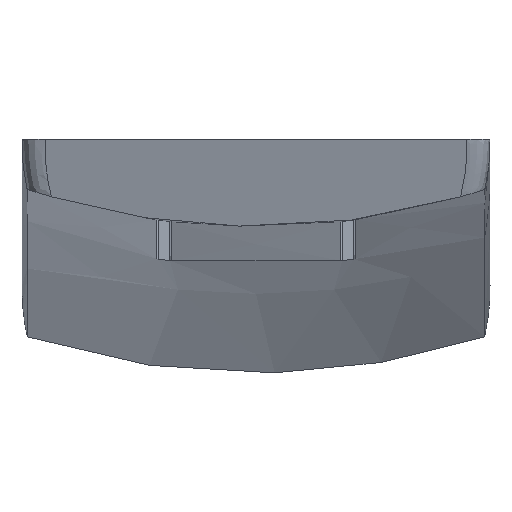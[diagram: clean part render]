
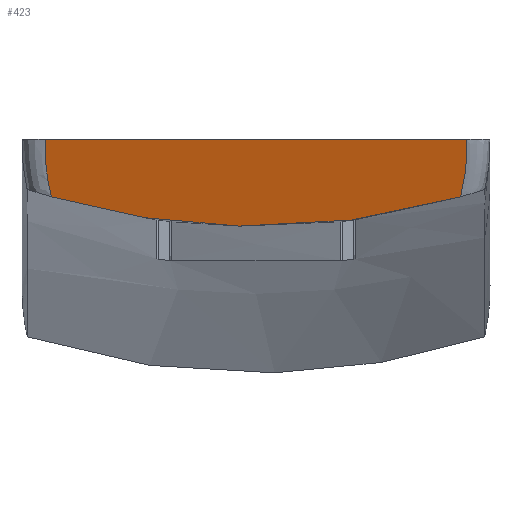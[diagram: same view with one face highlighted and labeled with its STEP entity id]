
A CAD part, top view. The second image highlights one B-rep face of the part: STEP entity #423.
In plain terms, the highlighted free-form (B-spline) face has degree [1, 1] with [2, 2] control points.
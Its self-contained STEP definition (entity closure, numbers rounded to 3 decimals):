
#92=ORIENTED_EDGE('trim curve',*,*,#237,.F.);
#93=ORIENTED_EDGE('trim curve',*,*,#245,.T.);
#94=ORIENTED_EDGE('trim curve',*,*,#255,.F.);
#95=ORIENTED_EDGE('trim curve',*,*,#238,.T.);
#188=VERTEX_POINT('Trimming Point',#977);
#191=VERTEX_POINT('Trimming Point',#1012);
#192=VERTEX_POINT('Trimming Point',#1035);
#197=VERTEX_POINT('Trimming Point',#1151);
#237=EDGE_CURVE('Edge Curve',#191,#188,#303,.T.);
#238=EDGE_CURVE('Edge Curve',#192,#188,#304,.T.);
#245=EDGE_CURVE('Edge Curve',#191,#197,#311,.T.);
#255=EDGE_CURVE('Edge Curve',#192,#197,#321,.T.);
#303=(
BOUNDED_CURVE()
B_SPLINE_CURVE(6,(#1013,#1014,#1015,#1016,#1017,#1018,#1019,#1020,#1021,
#1022,#1023,#1024),.UNSPECIFIED.,.U.,.U.)
B_SPLINE_CURVE_WITH_KNOTS((7,1,1,1,1,1,7),(0.,0.275,0.379,
0.521,0.629,0.818,1.),.UNSPECIFIED.)
CURVE()
GEOMETRIC_REPRESENTATION_ITEM()
RATIONAL_B_SPLINE_CURVE((1.,1.,1.,1.,1.,1.,1.,1.,1.,1.,1.,1.))
REPRESENTATION_ITEM('node')
);
#304=(
BOUNDED_CURVE()
B_SPLINE_CURVE(1,(#1035,#1036),.UNSPECIFIED.,.U.,.U.)
B_SPLINE_CURVE_WITH_KNOTS((2,2),(0.,0.109),.UNSPECIFIED.)
CURVE()
GEOMETRIC_REPRESENTATION_ITEM()
RATIONAL_B_SPLINE_CURVE((0.959,0.959))
REPRESENTATION_ITEM('node')
);
#311=(
BOUNDED_CURVE()
B_SPLINE_CURVE(3,(#1194,#1195,#1196,#1197,#1198,#1199,#1200,#1201,#1202,
#1203,#1204,#1205,#1206),.UNSPECIFIED.,.U.,.U.)
B_SPLINE_CURVE_WITH_KNOTS((4,3,3,3,4),(0.,0.027,0.054,
0.081,0.108),.UNSPECIFIED.)
CURVE()
GEOMETRIC_REPRESENTATION_ITEM()
RATIONAL_B_SPLINE_CURVE((1.,0.998,0.998,1.,0.998,
0.998,1.,0.998,0.998,1.,0.998,
0.998,1.))
REPRESENTATION_ITEM('node')
);
#321=(
BOUNDED_CURVE()
B_SPLINE_CURVE(3,(#1292,#1293,#1294,#1295,#1296,#1297,#1298,#1299,#1300,
#1301,#1302,#1303),.UNSPECIFIED.,.U.,.U.)
B_SPLINE_CURVE_WITH_KNOTS((4,2,3,3,4),(0.,0.002,0.004,
0.008,0.016),.UNSPECIFIED.)
CURVE()
GEOMETRIC_REPRESENTATION_ITEM()
RATIONAL_B_SPLINE_CURVE((1.,1.,1.,1.,1.,1.,0.999,0.999,
1.,0.998,0.998,1.))
REPRESENTATION_ITEM('node')
);
#345=EDGE_LOOP('trim boundary',(#92,#93,#94,#95));
#371=FACE_OUTER_BOUND('Boundary Edges',#345,.T.);
#397=(
BOUNDED_SURFACE()
B_SPLINE_SURFACE(1,1,((#1288,#1289),(#1290,#1291)),.UNSPECIFIED.,.U.,.U.,
 .U.)
B_SPLINE_SURFACE_WITH_KNOTS((2,2),(2,2),(11.07,122.578),
(4.03,51.988),.UNSPECIFIED.)
GEOMETRIC_REPRESENTATION_ITEM()
RATIONAL_B_SPLINE_SURFACE(((1.,1.),(1.,1.)))
REPRESENTATION_ITEM('trim region')
SURFACE()
);
#423=ADVANCED_FACE('trim region',(#371),#397,.T.);
#977=CARTESIAN_POINT('CVs',(54.464,45.831,91.583));
#1012=CARTESIAN_POINT('CVs',(52.911,30.923,87.448));
#1013=CARTESIAN_POINT('CVs',(52.911,30.923,87.448));
#1014=CARTESIAN_POINT('CVs',(53.081,31.593,87.634));
#1015=CARTESIAN_POINT('CVs',(53.305,32.518,87.891));
#1016=CARTESIAN_POINT('CVs',(53.56,33.798,88.246));
#1017=CARTESIAN_POINT('CVs',(53.87,35.347,88.675));
#1018=CARTESIAN_POINT('CVs',(54.134,37.381,89.24));
#1019=CARTESIAN_POINT('CVs',(54.404,39.873,89.931));
#1020=CARTESIAN_POINT('CVs',(54.47,41.69,90.435));
#1021=CARTESIAN_POINT('CVs',(54.525,43.244,90.866));
#1022=CARTESIAN_POINT('CVs',(54.497,44.447,91.199));
#1023=CARTESIAN_POINT('CVs',(54.474,45.375,91.457));
#1024=CARTESIAN_POINT('CVs',(54.464,45.831,91.583));
#1035=CARTESIAN_POINT('CVs',(-54.464,45.831,91.583));
#1036=CARTESIAN_POINT('CVs',(54.464,45.831,91.583));
#1151=CARTESIAN_POINT('CVs',(-52.911,30.923,87.448));
#1194=CARTESIAN_POINT('CVs',(52.911,30.923,87.448));
#1195=CARTESIAN_POINT('CVs',(44.323,28.401,86.749));
#1196=CARTESIAN_POINT('CVs',(35.578,26.499,86.221));
#1197=CARTESIAN_POINT('CVs',(26.723,25.225,85.868));
#1198=CARTESIAN_POINT('CVs',(17.867,23.951,85.514));
#1199=CARTESIAN_POINT('CVs',(8.945,23.313,85.337));
#1200=CARTESIAN_POINT('CVs',(0.,23.313,85.337));
#1201=CARTESIAN_POINT('CVs',(-8.945,23.313,85.337));
#1202=CARTESIAN_POINT('CVs',(-17.867,23.951,85.514));
#1203=CARTESIAN_POINT('CVs',(-26.723,25.225,85.868));
#1204=CARTESIAN_POINT('CVs',(-35.578,26.499,86.221));
#1205=CARTESIAN_POINT('CVs',(-44.323,28.401,86.749));
#1206=CARTESIAN_POINT('CVs',(-52.911,30.923,87.448));
#1288=CARTESIAN_POINT('CVs',(-59.679,45.228,91.416));
#1289=CARTESIAN_POINT('CVs',(-45.692,1.024,79.154));
#1290=CARTESIAN_POINT('CVs',(46.981,76.565,100.109));
#1291=CARTESIAN_POINT('CVs',(60.968,32.361,87.847));
#1292=CARTESIAN_POINT('CVs',(-54.464,45.831,91.583));
#1293=CARTESIAN_POINT('CVs',(-54.478,45.205,91.41));
#1294=CARTESIAN_POINT('CVs',(-54.495,44.579,91.236));
#1295=CARTESIAN_POINT('CVs',(-54.503,43.327,90.889));
#1296=CARTESIAN_POINT('CVs',(-54.495,42.701,90.715));
#1297=CARTESIAN_POINT('CVs',(-54.476,42.075,90.542));
#1298=CARTESIAN_POINT('CVs',(-54.438,40.823,90.194));
#1299=CARTESIAN_POINT('CVs',(-54.355,39.572,89.847));
#1300=CARTESIAN_POINT('CVs',(-54.226,38.326,89.502));
#1301=CARTESIAN_POINT('CVs',(-53.968,35.83,88.809));
#1302=CARTESIAN_POINT('CVs',(-53.529,33.358,88.124));
#1303=CARTESIAN_POINT('CVs',(-52.911,30.923,87.448));
